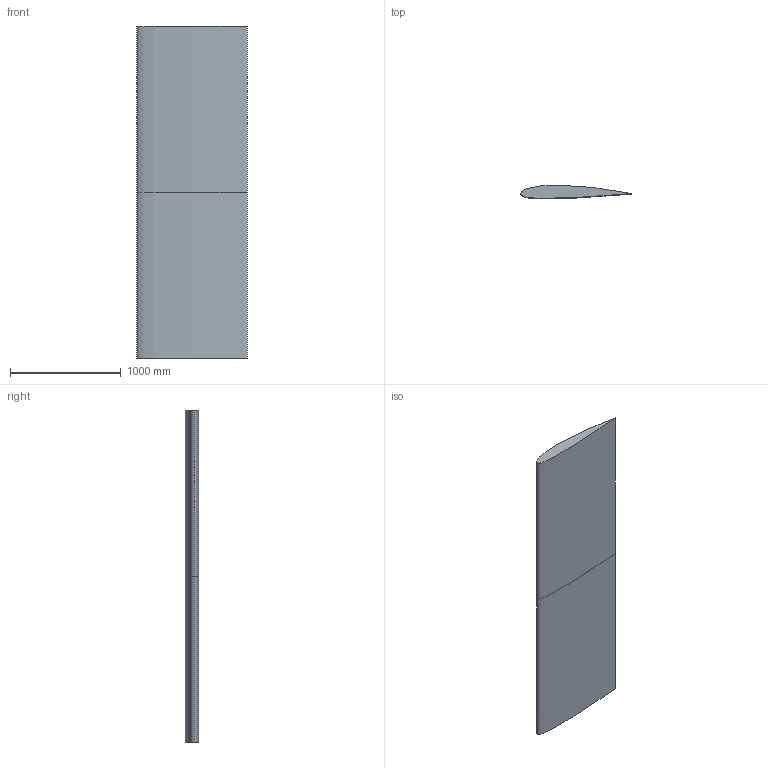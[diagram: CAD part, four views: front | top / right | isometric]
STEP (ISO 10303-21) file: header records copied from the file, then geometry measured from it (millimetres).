
FILE_DESCRIPTION( ( 'STEP Version 203' ), '1' );
FILE_NAME( 'Wing.stp', '09/04/21 07:58:11', ( 'Smita Bhamare' ), ( ' ' ), 'PSStep 21.0.47', 'DesignModeler STEP Output', ' ' );
FILE_SCHEMA( ( 'CONFIG_CONTROL_DESIGN' ) );
Length unit declared in the file: metre
Products named in the file (1): 1
Bounding box: 1000 x 120.77 x 3000 mm (x, y, z)
Volume: 248689658.9 mm3; surface area: 6284810.3 mm2
Topology: 1 solids, 1 shells, 6 faces, 10 edges, 6 vertices
Faces by surface type: bspline 4, plane 2
Entity records: 428 total; most frequent: CARTESIAN_POINT 293, ORIENTED_EDGE 20, DIRECTION 10, EDGE_CURVE 10, ADVANCED_FACE 6, FACE_OUTER_BOUND 6, EDGE_LOOP 6, VERTEX_POINT 6
